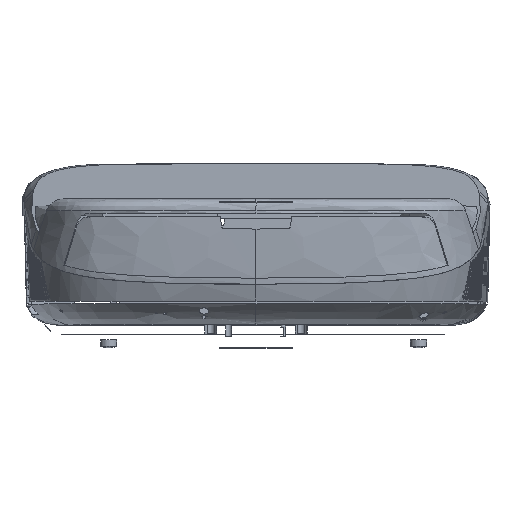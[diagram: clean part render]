
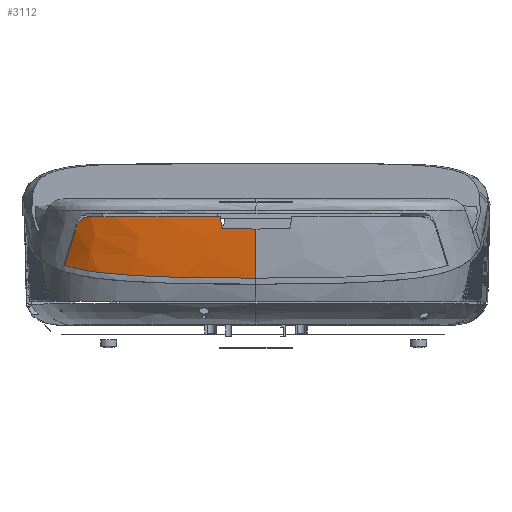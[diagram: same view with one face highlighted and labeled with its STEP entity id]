
A CAD part, top view. The second image highlights one B-rep face of the part: STEP entity #3112.
In plain terms, the highlighted free-form (B-spline) face has degree [3, 3] with [4, 9] control points.
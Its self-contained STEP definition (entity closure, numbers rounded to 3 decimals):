
#478=CARTESIAN_POINT('',(-42.015,-40.707,313.389));
#795=CARTESIAN_POINT('',(-200.469,-30.,286.222));
#797=CARTESIAN_POINT('',(-200.469,-30.,286.222));
#798=CARTESIAN_POINT('',(-195.424,-31.723,290.506));
#799=CARTESIAN_POINT('',(-183.83,-34.489,297.533));
#800=CARTESIAN_POINT('',(-164.432,-37.022,304.006));
#801=CARTESIAN_POINT('',(-144.34,-38.584,307.991));
#802=CARTESIAN_POINT('',(-117.202,-39.878,311.288));
#803=CARTESIAN_POINT('',(-83.046,-40.582,313.074));
#804=CARTESIAN_POINT('',(-55.69,-40.707,313.389));
#805=CARTESIAN_POINT('',(-42.015,-40.707,313.389));
#1239=CARTESIAN_POINT('',(-42.018,0.001,
316.989));
#1289=CARTESIAN_POINT('',(-42.015,-40.707,
313.389));
#1290=CARTESIAN_POINT('',(-42.019,-27.178,
314.993));
#1291=CARTESIAN_POINT('',(-42.006,-13.608,
316.193));
#1292=CARTESIAN_POINT('',(-42.011,0.001,
316.989));
#1294=CARTESIAN_POINT('',(-71.763,9.997,317.175));
#1295=CARTESIAN_POINT('',(-71.6,9.076,317.141));
#1296=CARTESIAN_POINT('',(-71.275,7.229,317.068));
#1297=CARTESIAN_POINT('',(-70.784,4.446,316.945));
#1298=CARTESIAN_POINT('',(-70.456,2.585,316.855));
#1299=CARTESIAN_POINT('',(-70.291,1.653,316.807));
#1301=CARTESIAN_POINT('',(-70.291,1.653,316.807));
#1302=CARTESIAN_POINT('',(-70.249,1.412,316.795));
#1303=CARTESIAN_POINT('',(-70.086,0.978,
316.774));
#1304=CARTESIAN_POINT('',(-69.636,0.437,
316.753));
#1305=CARTESIAN_POINT('',(-69.013,0.082,
316.745));
#1306=CARTESIAN_POINT('',(-68.585,0.007,
316.749));
#1307=CARTESIAN_POINT('',(-68.359,0.007,
316.754));
#1309=CARTESIAN_POINT('',(-68.359,0.007,
316.754));
#1310=CARTESIAN_POINT('',(-65.417,0.007,
316.81));
#1311=CARTESIAN_POINT('',(-59.541,-0.002,
316.899));
#1312=CARTESIAN_POINT('',(-50.78,-0.002,
316.973));
#1313=CARTESIAN_POINT('',(-44.928,0.001,
316.989));
#1314=CARTESIAN_POINT('',(-42.003,0.001,
316.989));
#1316=CARTESIAN_POINT('',(-200.469,-30.,
286.222));
#1317=CARTESIAN_POINT('',(-199.345,-26.252,
287.571));
#1318=CARTESIAN_POINT('',(-197.162,-19.02,
290.021));
#1319=CARTESIAN_POINT('',(-194.057,-9.032,
293.075));
#1320=CARTESIAN_POINT('',(-192.187,-2.913,
294.699));
#1321=CARTESIAN_POINT('',(-191.297,0.,
295.429));
#1323=CARTESIAN_POINT('',(-191.297,0.,
295.429));
#1324=CARTESIAN_POINT('',(-190.978,1.043,295.69));
#1325=CARTESIAN_POINT('',(-190.327,2.96,296.203));
#1326=CARTESIAN_POINT('',(-189.285,5.246,296.961));
#1327=CARTESIAN_POINT('',(-188.014,7.144,297.816));
#1328=CARTESIAN_POINT('',(-186.504,8.478,298.749));
#1329=CARTESIAN_POINT('',(-184.787,9.3,299.722));
#1330=CARTESIAN_POINT('',(-183.058,9.731,300.624));
#1331=CARTESIAN_POINT('',(-181.154,9.959,301.542));
#1332=CARTESIAN_POINT('',(-179.772,9.997,302.153));
#1333=CARTESIAN_POINT('',(-179.052,9.998,302.458));
#1335=CARTESIAN_POINT('',(-179.052,9.998,302.458));
#1336=CARTESIAN_POINT('',(-175.019,10.002,304.168));
#1337=CARTESIAN_POINT('',(-166.282,9.995,307.116));
#1338=CARTESIAN_POINT('',(-151.337,9.998,310.566));
#1339=CARTESIAN_POINT('',(-134.451,9.997,313.187));
#1340=CARTESIAN_POINT('',(-115.691,9.997,315.118));
#1341=CARTESIAN_POINT('',(-94.993,9.997,316.461));
#1342=CARTESIAN_POINT('',(-79.737,9.998,316.989));
#1343=CARTESIAN_POINT('',(-71.763,9.997,317.175));
#1400=VERTEX_POINT('',#478);
#1440=VERTEX_POINT('',#795);
#1502=VERTEX_POINT('',#1239);
#1505=VERTEX_POINT('',#1309);
#1506=VERTEX_POINT('',#1294);
#1507=VERTEX_POINT('',#1299);
#1508=VERTEX_POINT('',#1321);
#1509=VERTEX_POINT('',#1333);
#3059=CARTESIAN_POINT('',(-189.399,10.399,297.028));
#3060=CARTESIAN_POINT('',(-183.63,10.418,300.78));
#3061=CARTESIAN_POINT('',(-171.867,10.447,305.662));
#3062=CARTESIAN_POINT('',(-153.688,10.472,310.176));
#3063=CARTESIAN_POINT('',(-135.55,10.487,313.066));
#3064=CARTESIAN_POINT('',(-111.,10.498,315.64));
#3065=CARTESIAN_POINT('',(-79.353,10.504,317.241));
#3066=CARTESIAN_POINT('',(-53.654,10.504,317.534));
#3067=CARTESIAN_POINT('',(-40.51,10.503,317.521));
#3068=CARTESIAN_POINT('',(-193.593,-3.313,
293.992));
#3069=CARTESIAN_POINT('',(-188.027,-3.943,
298.122));
#3070=CARTESIAN_POINT('',(-176.23,-4.913,
303.973));
#3071=CARTESIAN_POINT('',(-157.411,-5.752,
309.175));
#3072=CARTESIAN_POINT('',(-138.577,-6.237,
312.33));
#3073=CARTESIAN_POINT('',(-113.123,-6.621,
314.997));
#3074=CARTESIAN_POINT('',(-80.433,-6.807,
316.522));
#3075=CARTESIAN_POINT('',(-53.986,-6.815,
316.786));
#3076=CARTESIAN_POINT('',(-40.476,-6.798,
316.776));
#3077=CARTESIAN_POINT('',(-197.733,-16.815,
289.982));
#3078=CARTESIAN_POINT('',(-192.319,-18.094,
294.452));
#3079=CARTESIAN_POINT('',(-180.441,-20.052,
301.156));
#3080=CARTESIAN_POINT('',(-161.037,-21.767,
307.077));
#3081=CARTESIAN_POINT('',(-141.544,-22.776,
310.603));
#3082=CARTESIAN_POINT('',(-115.217,-23.592,
313.517));
#3083=CARTESIAN_POINT('',(-81.498,-24.013,
315.118));
#3084=CARTESIAN_POINT('',(-54.312,-24.056,
315.387));
#3085=CARTESIAN_POINT('',(-40.441,-24.036,
315.378));
#3086=CARTESIAN_POINT('',(-201.779,-29.969,
285.038));
#3087=CARTESIAN_POINT('',(-196.468,-31.907,
289.806));
#3088=CARTESIAN_POINT('',(-184.464,-34.857,
297.247));
#3089=CARTESIAN_POINT('',(-164.535,-37.485,
303.913));
#3090=CARTESIAN_POINT('',(-144.425,-39.064,
307.912));
#3091=CARTESIAN_POINT('',(-117.262,-40.372,
311.221));
#3092=CARTESIAN_POINT('',(-82.538,-41.096,
313.041));
#3093=CARTESIAN_POINT('',(-54.63,-41.216,
313.341));
#3094=CARTESIAN_POINT('',(-40.407,-41.212,
313.328));
#3095=B_SPLINE_SURFACE_WITH_KNOTS('',3,3,((#3059,#3060,#3061,#3062,#3063,#3064,
#3065,#3066,#3067),(#3068,#3069,#3070,#3071,#3072,#3073,#3074,#3075,#3076),(
#3077,#3078,#3079,#3080,#3081,#3082,#3083,#3084,#3085),(#3086,#3087,#3088,#3089,
#3090,#3091,#3092,#3093,#3094)),.UNSPECIFIED.,.F.,.F.,.F.,(4,4),(4,1,1,1,1,1,4),
(-0.01,1.01),(-0.01,0.125,0.25,
0.375,0.5,0.75,1.01),.UNSPECIFIED.);
#3097=ORIENTED_EDGE('',*,*,#3096,.T.);
#3099=ORIENTED_EDGE('',*,*,#3098,.T.);
#3101=ORIENTED_EDGE('',*,*,#3100,.T.);
#3102=ORIENTED_EDGE('',*,*,#3054,.F.);
#3103=ORIENTED_EDGE('',*,*,#1961,.F.);
#3105=ORIENTED_EDGE('',*,*,#3104,.T.);
#3107=ORIENTED_EDGE('',*,*,#3106,.T.);
#3109=ORIENTED_EDGE('',*,*,#3108,.T.);
#3110=EDGE_LOOP('',(#3097,#3099,#3101,#3102,#3103,#3105,#3107,#3109));
#3111=FACE_OUTER_BOUND('',#3110,.F.);
#806=B_SPLINE_CURVE_WITH_KNOTS('',3,(#797,#798,#799,#800,#801,#802,#803,#804,
#805),.UNSPECIFIED.,.F.,.F.,(4,1,1,1,1,1,4),(0.,0.125,
0.25,0.375,0.5,0.75,1.),
.UNSPECIFIED.);
#1293=B_SPLINE_CURVE_WITH_KNOTS('',3,(#1289,#1290,#1291,#1292),.UNSPECIFIED.,
.F.,.F.,(4,4),(0.,1.),.UNSPECIFIED.);
#1300=B_SPLINE_CURVE_WITH_KNOTS('',3,(#1294,#1295,#1296,#1297,#1298,#1299),
.UNSPECIFIED.,.F.,.F.,(4,1,1,4),(0.,0.333,0.667,1.),
.UNSPECIFIED.);
#1308=B_SPLINE_CURVE_WITH_KNOTS('',3,(#1301,#1302,#1303,#1304,#1305,#1306,
#1307),.UNSPECIFIED.,.F.,.F.,(4,1,1,1,4),(0.,0.25,0.5,0.75,1.),
.UNSPECIFIED.);
#1315=B_SPLINE_CURVE_WITH_KNOTS('',3,(#1309,#1310,#1311,#1312,#1313,#1314),
.UNSPECIFIED.,.F.,.F.,(4,1,1,4),(0.,0.333,0.667,1.),
.UNSPECIFIED.);
#1322=B_SPLINE_CURVE_WITH_KNOTS('',3,(#1316,#1317,#1318,#1319,#1320,#1321),
.UNSPECIFIED.,.F.,.F.,(4,1,1,4),(0.,0.333,0.667,1.),
.UNSPECIFIED.);
#1334=B_SPLINE_CURVE_WITH_KNOTS('',3,(#1323,#1324,#1325,#1326,#1327,#1328,#1329,
#1330,#1331,#1332,#1333),.UNSPECIFIED.,.F.,.F.,(4,1,1,1,1,1,1,1,4),(0.,
0.125,0.25,0.375,0.5,0.625,0.75,0.875,1.),.UNSPECIFIED.);
#1344=B_SPLINE_CURVE_WITH_KNOTS('',3,(#1335,#1336,#1337,#1338,#1339,#1340,#1341,
#1342,#1343),.UNSPECIFIED.,.F.,.F.,(4,1,1,1,1,1,4),(0.,0.167,
0.333,0.5,0.667,0.833,1.),
.UNSPECIFIED.);
#1961=EDGE_CURVE('',#1440,#1400,#806,.T.);
#3054=EDGE_CURVE('',#1400,#1502,#1293,.T.);
#3096=EDGE_CURVE('',#1506,#1507,#1300,.T.);
#3098=EDGE_CURVE('',#1507,#1505,#1308,.T.);
#3100=EDGE_CURVE('',#1505,#1502,#1315,.T.);
#3104=EDGE_CURVE('',#1440,#1508,#1322,.T.);
#3106=EDGE_CURVE('',#1508,#1509,#1334,.T.);
#3108=EDGE_CURVE('',#1509,#1506,#1344,.T.);
#3112=ADVANCED_FACE('',(#3111),#3095,.T.);
